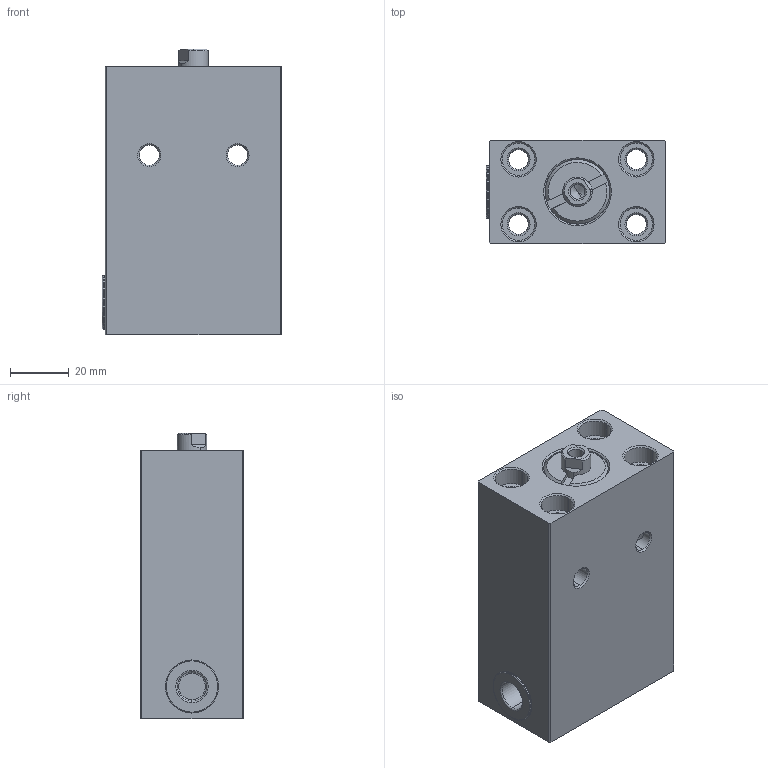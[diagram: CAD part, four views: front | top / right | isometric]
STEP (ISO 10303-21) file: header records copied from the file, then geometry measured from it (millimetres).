
FILE_DESCRIPTION (( 'STEP AP203' ), '1' );
FILE_NAME ('HBC-16SX20N等雄詢揤詰.STEP', '2019-04-23T02:04:41', ( 'User' ), ( 'china' ), 'SwSTEP 2.0', 'SolidWorks 2018', '' );
FILE_SCHEMA (( 'CONFIG_CONTROL_DESIGN' ));
Length unit declared in the file: millimetre
Products named in the file (5): 活塞杆20; ヶ裔; 黑芛; 掛极20N; HBC-16SX20N等雄詢揤詰
Assembly tree (4 placements, depth 2):
  HBC-16SX20N等雄詢揤詰
    掛极20N
    活塞杆20
    ヶ裔
    黑芛
Bounding box: 61 x 35 x 97 mm (x, y, z)
Volume: 166207.8 mm3; surface area: 42137 mm2
Topology: 4 solids, 4 shells, 182 faces, 446 edges, 276 vertices
Faces by surface type: cylinder 72, cone 52, plane 40, torus 16, bspline 2
Entity records: 7736 total; most frequent: CARTESIAN_POINT 2991, DIRECTION 910, ORIENTED_EDGE 888, EDGE_CURVE 444, AXIS2_PLACEMENT_3D 367, VERTEX_POINT 276, EDGE_LOOP 212, FACE_OUTER_BOUND 182
